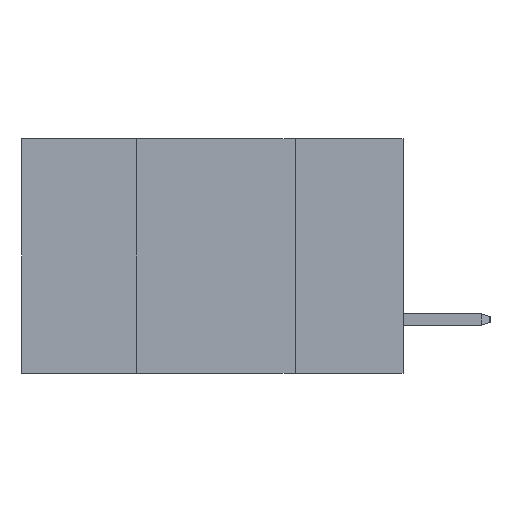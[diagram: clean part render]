
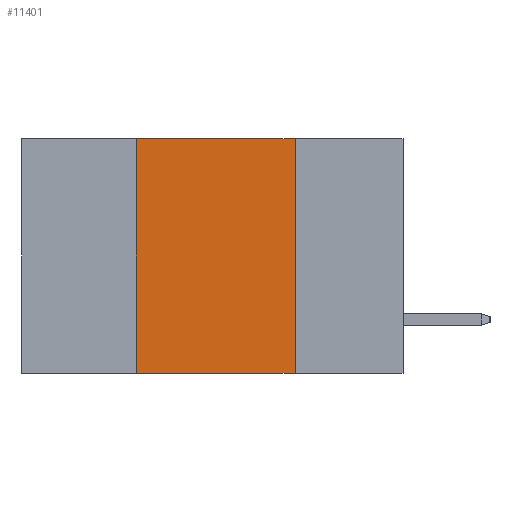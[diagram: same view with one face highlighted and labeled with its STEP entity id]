
A CAD part, left-side view. The second image highlights one B-rep face of the part: STEP entity #11401.
In plain terms, the highlighted planar face has unit normal (-1, 0, 0).
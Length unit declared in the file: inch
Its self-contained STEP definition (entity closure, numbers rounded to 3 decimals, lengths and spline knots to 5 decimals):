
#63 = EDGE_CURVE ( 'NONE', #6827, #7558, #1505, .T. ) ;
#421 = FACE_OUTER_BOUND ( 'NONE', #5339, .T. ) ;
#902 = EDGE_CURVE ( 'NONE', #7558, #5829, #9690, .T. ) ;
#1505 = LINE ( 'NONE', #8676, #10258 ) ;
#1698 = DIRECTION ( 'NONE',  ( 0., -1., 0. ) ) ;
#2297 = CARTESIAN_POINT ( 'NONE',  ( 0., 0.17, 0. ) ) ;
#2445 = CARTESIAN_POINT ( 'NONE',  ( 0., 0.42, -0.37 ) ) ;
#2849 = ORIENTED_EDGE ( 'NONE', *, *, #63, .F. ) ;
#3296 = CARTESIAN_POINT ( 'NONE',  ( 0., 0.6, 0. ) ) ;
#3851 = DIRECTION ( 'NONE',  ( 0., 0., -1. ) ) ;
#4548 = CARTESIAN_POINT ( 'NONE',  ( 0., 0.6, -0.37 ) ) ;
#4684 = CARTESIAN_POINT ( 'NONE',  ( 0., 0.17, 0. ) ) ;
#4767 = AXIS2_PLACEMENT_3D ( 'NONE', #3296, #10178, #6859 ) ;
#5339 = EDGE_LOOP ( 'NONE', ( #5709, #5430, #2849, #9149 ) ) ;
#5430 = ORIENTED_EDGE ( 'NONE', *, *, #902, .F. ) ;
#5709 = ORIENTED_EDGE ( 'NONE', *, *, #9764, .F. ) ;
#5829 = VERTEX_POINT ( 'NONE', #4684 ) ;
#6284 = CARTESIAN_POINT ( 'NONE',  ( 0., 0.17, -0.37 ) ) ;
#6827 = VERTEX_POINT ( 'NONE', #2445 ) ;
#6859 = DIRECTION ( 'NONE',  ( 0., 0., -1. ) ) ;
#6976 = VERTEX_POINT ( 'NONE', #6284 ) ;
#6993 = VECTOR ( 'NONE', #3851, 39.37008 ) ;
#7558 = VERTEX_POINT ( 'NONE', #10525 ) ;
#7665 = DIRECTION ( 'NONE',  ( 0., -1., 0. ) ) ;
#8481 = LINE ( 'NONE', #2297, #6993 ) ;
#8676 = CARTESIAN_POINT ( 'NONE',  ( 0., 0.42, 0. ) ) ;
#8690 = CARTESIAN_POINT ( 'NONE',  ( 0., 0.6, 0. ) ) ;
#8996 = LINE ( 'NONE', #4548, #9811 ) ;
#9149 = ORIENTED_EDGE ( 'NONE', *, *, #9400, .T. ) ;
#9400 = EDGE_CURVE ( 'NONE', #6827, #6976, #8996, .T. ) ;
#9690 = LINE ( 'NONE', #8690, #11093 ) ;
#9764 = EDGE_CURVE ( 'NONE', #5829, #6976, #8481, .T. ) ;
#9811 = VECTOR ( 'NONE', #1698, 39.37008 ) ;
#10178 = DIRECTION ( 'NONE',  ( 1., 0., 0. ) ) ;
#10258 = VECTOR ( 'NONE', #11094, 39.37008 ) ;
#10525 = CARTESIAN_POINT ( 'NONE',  ( 0., 0.42, 0. ) ) ;
#11093 = VECTOR ( 'NONE', #7665, 39.37008 ) ;
#11094 = DIRECTION ( 'NONE',  ( 0., 0., 1. ) ) ;
#11252 = PLANE ( 'NONE',  #4767 ) ;
#11401 = ADVANCED_FACE ( 'NONE', ( #421 ), #11252, .F. ) ;
